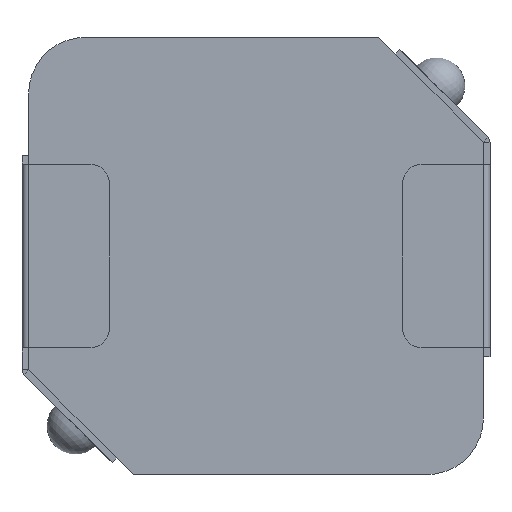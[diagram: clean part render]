
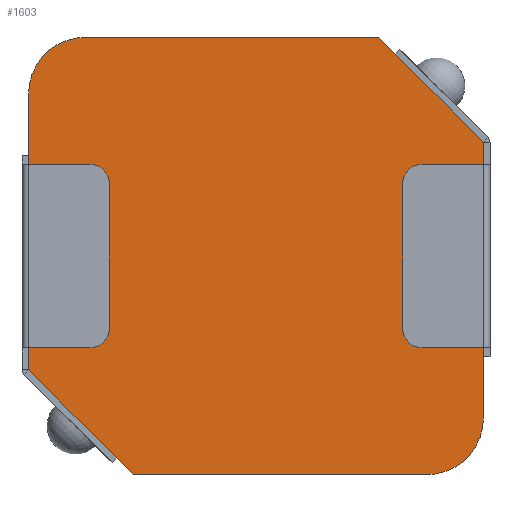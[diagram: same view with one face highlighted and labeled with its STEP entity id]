
A CAD part, front view. The second image highlights one B-rep face of the part: STEP entity #1603.
In plain terms, the highlighted planar face has unit normal (0, -1, 0).
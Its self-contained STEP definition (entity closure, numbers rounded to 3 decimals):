
#55 = LINE ( 'NONE', #535, #1561 ) ;
#66 = VERTEX_POINT ( 'NONE', #3249 ) ;
#124 = VECTOR ( 'NONE', #2136, 1000. ) ;
#128 = CARTESIAN_POINT ( 'NONE',  ( 5.2, 0.15, -3.7 ) ) ;
#129 = DIRECTION ( 'NONE',  ( 0., 0., 1. ) ) ;
#228 = EDGE_LOOP ( 'NONE', ( #2323, #2324, #403, #1994, #2211, #1525, #2772, #1579 ) ) ;
#274 = VECTOR ( 'NONE', #775, 1000. ) ;
#294 = LINE ( 'NONE', #2150, #989 ) ;
#305 = VERTEX_POINT ( 'NONE', #128 ) ;
#321 = FACE_OUTER_BOUND ( 'NONE', #228, .T. ) ;
#322 = AXIS2_PLACEMENT_3D ( 'NONE', #2016, #3035, #2761 ) ;
#383 = DIRECTION ( 'NONE',  ( 1., 0., 0. ) ) ;
#403 = ORIENTED_EDGE ( 'NONE', *, *, #1529, .T. ) ;
#406 = VERTEX_POINT ( 'NONE', #1501 ) ;
#535 = CARTESIAN_POINT ( 'NONE',  ( -2.8, 0.15, -5. ) ) ;
#583 = DIRECTION ( 'NONE',  ( 0., 1., 0. ) ) ;
#729 = CARTESIAN_POINT ( 'NONE',  ( -5.2, 0.15, -2.6 ) ) ;
#770 = EDGE_CURVE ( 'NONE', #1450, #66, #294, .T. ) ;
#775 = DIRECTION ( 'NONE',  ( -1., 0., 0. ) ) ;
#839 = DIRECTION ( 'NONE',  ( 0., 0., 1. ) ) ;
#850 = LINE ( 'NONE', #2230, #2891 ) ;
#956 = VERTEX_POINT ( 'NONE', #1488 ) ;
#989 = VECTOR ( 'NONE', #383, 1000. ) ;
#1054 = CIRCLE ( 'NONE', #1563, 1.3 ) ;
#1141 = DIRECTION ( 'NONE',  ( 0., 0., -1. ) ) ;
#1237 = CARTESIAN_POINT ( 'NONE',  ( -2.8, 0.15, -5. ) ) ;
#1312 = DIRECTION ( 'NONE',  ( 0., 0., 1. ) ) ;
#1344 = LINE ( 'NONE', #2325, #274 ) ;
#1374 = CARTESIAN_POINT ( 'NONE',  ( -3.9, 0.15, 3.7 ) ) ;
#1384 = CARTESIAN_POINT ( 'NONE',  ( 2.8, 0.15, 5. ) ) ;
#1400 = EDGE_CURVE ( 'NONE', #66, #305, #2271, .T. ) ;
#1422 = VERTEX_POINT ( 'NONE', #2026 ) ;
#1450 = VERTEX_POINT ( 'NONE', #1237 ) ;
#1482 = VERTEX_POINT ( 'NONE', #729 ) ;
#1488 = CARTESIAN_POINT ( 'NONE',  ( 2.8, 0.15, 5. ) ) ;
#1501 = CARTESIAN_POINT ( 'NONE',  ( 5.2, 0.15, 2.6 ) ) ;
#1525 = ORIENTED_EDGE ( 'NONE', *, *, #1871, .T. ) ;
#1529 = EDGE_CURVE ( 'NONE', #1482, #1450, #55, .T. ) ;
#1561 = VECTOR ( 'NONE', #3052, 1000. ) ;
#1563 = AXIS2_PLACEMENT_3D ( 'NONE', #1374, #2144, #129 ) ;
#1579 = ORIENTED_EDGE ( 'NONE', *, *, #3043, .T. ) ;
#1603 = ADVANCED_FACE ( 'NONE', ( #321 ), #1850, .F. ) ;
#1705 = VECTOR ( 'NONE', #1141, 1000. ) ;
#1850 = PLANE ( 'NONE',  #2405 ) ;
#1871 = EDGE_CURVE ( 'NONE', #305, #406, #850, .T. ) ;
#1994 = ORIENTED_EDGE ( 'NONE', *, *, #770, .T. ) ;
#1995 = EDGE_CURVE ( 'NONE', #1422, #1482, #2181, .T. ) ;
#2016 = CARTESIAN_POINT ( 'NONE',  ( 3.9, 0.15, -3.7 ) ) ;
#2026 = CARTESIAN_POINT ( 'NONE',  ( -5.2, 0.15, 3.7 ) ) ;
#2136 = DIRECTION ( 'NONE',  ( -0.707, 0., 0.707 ) ) ;
#2144 = DIRECTION ( 'NONE',  ( 0., -1., 0. ) ) ;
#2150 = CARTESIAN_POINT ( 'NONE',  ( 3.9, 0.15, -5. ) ) ;
#2181 = LINE ( 'NONE', #2376, #1705 ) ;
#2211 = ORIENTED_EDGE ( 'NONE', *, *, #1400, .T. ) ;
#2230 = CARTESIAN_POINT ( 'NONE',  ( 5.2, 0.15, 2.6 ) ) ;
#2271 = CIRCLE ( 'NONE', #322, 1.3 ) ;
#2323 = ORIENTED_EDGE ( 'NONE', *, *, #3113, .T. ) ;
#2324 = ORIENTED_EDGE ( 'NONE', *, *, #1995, .T. ) ;
#2325 = CARTESIAN_POINT ( 'NONE',  ( -3.9, 0.15, 5. ) ) ;
#2376 = CARTESIAN_POINT ( 'NONE',  ( -5.2, 0.15, -2.6 ) ) ;
#2405 = AXIS2_PLACEMENT_3D ( 'NONE', #2611, #583, #839 ) ;
#2409 = LINE ( 'NONE', #1384, #124 ) ;
#2611 = CARTESIAN_POINT ( 'NONE',  ( 0., 0.15, 0. ) ) ;
#2761 = DIRECTION ( 'NONE',  ( 0., 0., 1. ) ) ;
#2772 = ORIENTED_EDGE ( 'NONE', *, *, #3106, .T. ) ;
#2795 = VERTEX_POINT ( 'NONE', #2966 ) ;
#2891 = VECTOR ( 'NONE', #1312, 1000. ) ;
#2966 = CARTESIAN_POINT ( 'NONE',  ( -3.9, 0.15, 5. ) ) ;
#3035 = DIRECTION ( 'NONE',  ( 0., -1., 0. ) ) ;
#3043 = EDGE_CURVE ( 'NONE', #956, #2795, #1344, .T. ) ;
#3052 = DIRECTION ( 'NONE',  ( 0.707, 0., -0.707 ) ) ;
#3106 = EDGE_CURVE ( 'NONE', #406, #956, #2409, .T. ) ;
#3113 = EDGE_CURVE ( 'NONE', #2795, #1422, #1054, .T. ) ;
#3249 = CARTESIAN_POINT ( 'NONE',  ( 3.9, 0.15, -5. ) ) ;
